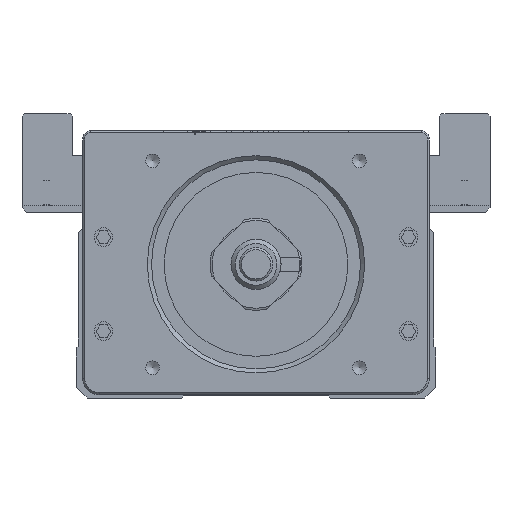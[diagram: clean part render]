
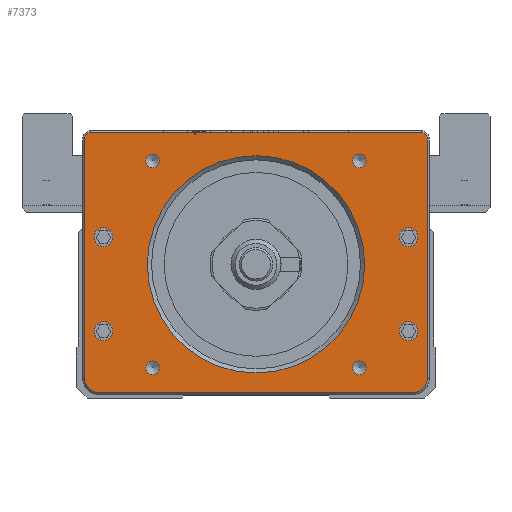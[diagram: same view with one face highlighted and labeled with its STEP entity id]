
A CAD part, front view. The second image highlights one B-rep face of the part: STEP entity #7373.
In plain terms, the highlighted planar face has unit normal (0, -1, 0).
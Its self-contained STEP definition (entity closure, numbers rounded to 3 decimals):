
#823=PLANE('',#24241);
#3530=LINE('',#36369,#5721);
#3531=LINE('',#36374,#5722);
#3532=LINE('',#36378,#5723);
#3533=LINE('',#36382,#5724);
#5721=VECTOR('',#28576,1.);
#5722=VECTOR('',#28579,1.);
#5723=VECTOR('',#28582,1.);
#5724=VECTOR('',#28585,1.);
#7373=ADVANCED_FACE('',(#8736,#8737,#8738,#8739,#8740,#8741,#8742,#8743,
#8744,#8745),#823,.F.);
#8736=FACE_BOUND('',#10005,.T.);
#8737=FACE_BOUND('',#10006,.T.);
#8738=FACE_BOUND('',#10007,.T.);
#8739=FACE_BOUND('',#10008,.T.);
#8740=FACE_BOUND('',#10009,.T.);
#8741=FACE_BOUND('',#10010,.T.);
#8742=FACE_BOUND('',#10011,.T.);
#8743=FACE_BOUND('',#10012,.T.);
#8744=FACE_BOUND('',#10013,.T.);
#8745=FACE_BOUND('',#10014,.T.);
#10005=EDGE_LOOP('',(#14205));
#10006=EDGE_LOOP('',(#14206));
#10007=EDGE_LOOP('',(#14207));
#10008=EDGE_LOOP('',(#14208));
#10009=EDGE_LOOP('',(#14209));
#10010=EDGE_LOOP('',(#14210,#14211,#14212,#14213,#14214,#14215,#14216,#14217));
#10011=EDGE_LOOP('',(#14218));
#10012=EDGE_LOOP('',(#14219));
#10013=EDGE_LOOP('',(#14220));
#10014=EDGE_LOOP('',(#14221));
#14205=ORIENTED_EDGE('',*,*,#21182,.T.);
#14206=ORIENTED_EDGE('',*,*,#21183,.T.);
#14207=ORIENTED_EDGE('',*,*,#21184,.T.);
#14208=ORIENTED_EDGE('',*,*,#21185,.T.);
#14209=ORIENTED_EDGE('',*,*,#21186,.T.);
#14210=ORIENTED_EDGE('',*,*,#21187,.T.);
#14211=ORIENTED_EDGE('',*,*,#21188,.T.);
#14212=ORIENTED_EDGE('',*,*,#21189,.T.);
#14213=ORIENTED_EDGE('',*,*,#21190,.T.);
#14214=ORIENTED_EDGE('',*,*,#21191,.T.);
#14215=ORIENTED_EDGE('',*,*,#21192,.T.);
#14216=ORIENTED_EDGE('',*,*,#21193,.T.);
#14217=ORIENTED_EDGE('',*,*,#21194,.T.);
#14218=ORIENTED_EDGE('',*,*,#21195,.T.);
#14219=ORIENTED_EDGE('',*,*,#21196,.T.);
#14220=ORIENTED_EDGE('',*,*,#21197,.T.);
#14221=ORIENTED_EDGE('',*,*,#21198,.T.);
#18511=VERTEX_POINT('',#36360);
#18512=VERTEX_POINT('',#36362);
#18513=VERTEX_POINT('',#36364);
#18514=VERTEX_POINT('',#36366);
#18515=VERTEX_POINT('',#36368);
#18516=VERTEX_POINT('',#36370);
#18517=VERTEX_POINT('',#36371);
#18518=VERTEX_POINT('',#36373);
#18519=VERTEX_POINT('',#36375);
#18520=VERTEX_POINT('',#36377);
#18521=VERTEX_POINT('',#36379);
#18522=VERTEX_POINT('',#36381);
#18523=VERTEX_POINT('',#36383);
#18524=VERTEX_POINT('',#36386);
#18525=VERTEX_POINT('',#36388);
#18526=VERTEX_POINT('',#36390);
#18527=VERTEX_POINT('',#36392);
#21182=EDGE_CURVE('',#18511,#18511,#22883,.T.);
#21183=EDGE_CURVE('',#18512,#18512,#22884,.T.);
#21184=EDGE_CURVE('',#18513,#18513,#22885,.T.);
#21185=EDGE_CURVE('',#18514,#18514,#22886,.T.);
#21186=EDGE_CURVE('',#18515,#18515,#22887,.T.);
#21187=EDGE_CURVE('',#18516,#18517,#3530,.T.);
#21188=EDGE_CURVE('',#18517,#18518,#22888,.T.);
#21189=EDGE_CURVE('',#18518,#18519,#3531,.T.);
#21190=EDGE_CURVE('',#18519,#18520,#22889,.T.);
#21191=EDGE_CURVE('',#18520,#18521,#3532,.T.);
#21192=EDGE_CURVE('',#18521,#18522,#22890,.T.);
#21193=EDGE_CURVE('',#18522,#18523,#3533,.T.);
#21194=EDGE_CURVE('',#18523,#18516,#22891,.T.);
#21195=EDGE_CURVE('',#18524,#18524,#22892,.T.);
#21196=EDGE_CURVE('',#18525,#18525,#22893,.T.);
#21197=EDGE_CURVE('',#18526,#18526,#22894,.T.);
#21198=EDGE_CURVE('',#18527,#18527,#22895,.T.);
#22883=CIRCLE('',#24228,26.);
#22884=CIRCLE('',#24229,1.65);
#22885=CIRCLE('',#24230,1.65);
#22886=CIRCLE('',#24231,1.65);
#22887=CIRCLE('',#24232,1.65);
#22888=CIRCLE('',#24233,1.5);
#22889=CIRCLE('',#24234,1.5);
#22890=CIRCLE('',#24235,3.5);
#22891=CIRCLE('',#24236,3.5);
#22892=CIRCLE('',#24237,2.25);
#22893=CIRCLE('',#24238,2.25);
#22894=CIRCLE('',#24239,2.25);
#22895=CIRCLE('',#24240,2.25);
#24228=AXIS2_PLACEMENT_3D('',#36359,#28566,#28567);
#24229=AXIS2_PLACEMENT_3D('',#36361,#28568,#28569);
#24230=AXIS2_PLACEMENT_3D('',#36363,#28570,#28571);
#24231=AXIS2_PLACEMENT_3D('',#36365,#28572,#28573);
#24232=AXIS2_PLACEMENT_3D('',#36367,#28574,#28575);
#24233=AXIS2_PLACEMENT_3D('',#36372,#28577,#28578);
#24234=AXIS2_PLACEMENT_3D('',#36376,#28580,#28581);
#24235=AXIS2_PLACEMENT_3D('',#36380,#28583,#28584);
#24236=AXIS2_PLACEMENT_3D('',#36384,#28586,#28587);
#24237=AXIS2_PLACEMENT_3D('',#36385,#28588,#28589);
#24238=AXIS2_PLACEMENT_3D('',#36387,#28590,#28591);
#24239=AXIS2_PLACEMENT_3D('',#36389,#28592,#28593);
#24240=AXIS2_PLACEMENT_3D('',#36391,#28594,#28595);
#24241=AXIS2_PLACEMENT_3D('',#36393,#28596,#28597);
#28566=DIRECTION('',(0.,1.,0.));
#28567=DIRECTION('',(0.,0.,1.));
#28568=DIRECTION('',(0.,1.,0.));
#28569=DIRECTION('',(0.,0.,1.));
#28570=DIRECTION('',(0.,1.,0.));
#28571=DIRECTION('',(0.,0.,1.));
#28572=DIRECTION('',(0.,1.,0.));
#28573=DIRECTION('',(0.,0.,1.));
#28574=DIRECTION('',(0.,1.,0.));
#28575=DIRECTION('',(0.,0.,1.));
#28576=DIRECTION('',(0.,0.,1.));
#28577=DIRECTION('',(0.,-1.,0.));
#28578=DIRECTION('',(0.,0.,1.));
#28579=DIRECTION('',(-1.,0.,0.));
#28580=DIRECTION('',(0.,-1.,0.));
#28581=DIRECTION('',(0.,0.,1.));
#28582=DIRECTION('',(0.,0.,-1.));
#28583=DIRECTION('',(0.,-1.,0.));
#28584=DIRECTION('',(0.,0.,1.));
#28585=DIRECTION('',(1.,0.,0.));
#28586=DIRECTION('',(0.,-1.,0.));
#28587=DIRECTION('',(0.,0.,1.));
#28588=DIRECTION('',(0.,1.,0.));
#28589=DIRECTION('',(0.,0.,1.));
#28590=DIRECTION('',(0.,1.,0.));
#28591=DIRECTION('',(0.,0.,1.));
#28592=DIRECTION('',(0.,1.,0.));
#28593=DIRECTION('',(0.,0.,1.));
#28594=DIRECTION('',(0.,1.,0.));
#28595=DIRECTION('',(0.,0.,1.));
#28596=DIRECTION('',(0.,1.,0.));
#28597=DIRECTION('',(0.,0.,-1.));
#36359=CARTESIAN_POINT('',(0.,-236.633,32.));
#36360=CARTESIAN_POINT('',(0.,-236.633,58.));
#36361=CARTESIAN_POINT('',(-24.749,-236.633,56.749));
#36362=CARTESIAN_POINT('',(-24.749,-236.633,58.399));
#36363=CARTESIAN_POINT('',(-24.749,-236.633,7.251));
#36364=CARTESIAN_POINT('',(-24.749,-236.633,8.901));
#36365=CARTESIAN_POINT('',(24.749,-236.633,7.251));
#36366=CARTESIAN_POINT('',(24.749,-236.633,8.901));
#36367=CARTESIAN_POINT('',(24.749,-236.633,56.749));
#36368=CARTESIAN_POINT('',(24.749,-236.633,58.399));
#36369=CARTESIAN_POINT('',(41.,-236.633,60.));
#36370=CARTESIAN_POINT('',(41.,-236.633,4.8));
#36371=CARTESIAN_POINT('',(41.,-236.633,62.));
#36372=CARTESIAN_POINT('',(39.5,-236.633,62.));
#36373=CARTESIAN_POINT('',(39.5,-236.633,63.5));
#36374=CARTESIAN_POINT('',(39.,-236.633,63.5));
#36375=CARTESIAN_POINT('',(-39.5,-236.633,63.5));
#36376=CARTESIAN_POINT('',(-39.5,-236.633,62.));
#36377=CARTESIAN_POINT('',(-41.,-236.633,62.));
#36378=CARTESIAN_POINT('',(-41.,-236.633,60.));
#36379=CARTESIAN_POINT('',(-41.,-236.633,4.8));
#36380=CARTESIAN_POINT('',(-37.5,-236.633,4.8));
#36381=CARTESIAN_POINT('',(-37.5,-236.633,1.3));
#36382=CARTESIAN_POINT('',(39.,-236.633,1.3));
#36383=CARTESIAN_POINT('',(37.5,-236.633,1.3));
#36384=CARTESIAN_POINT('',(37.5,-236.633,4.8));
#36385=CARTESIAN_POINT('',(-36.5,-236.633,38.5));
#36386=CARTESIAN_POINT('',(-36.5,-236.633,40.75));
#36387=CARTESIAN_POINT('',(-36.5,-236.633,16.));
#36388=CARTESIAN_POINT('',(-36.5,-236.633,18.25));
#36389=CARTESIAN_POINT('',(36.5,-236.633,38.5));
#36390=CARTESIAN_POINT('',(36.5,-236.633,40.75));
#36391=CARTESIAN_POINT('',(36.5,-236.633,16.));
#36392=CARTESIAN_POINT('',(36.5,-236.633,18.25));
#36393=CARTESIAN_POINT('',(39.,-236.633,60.));
